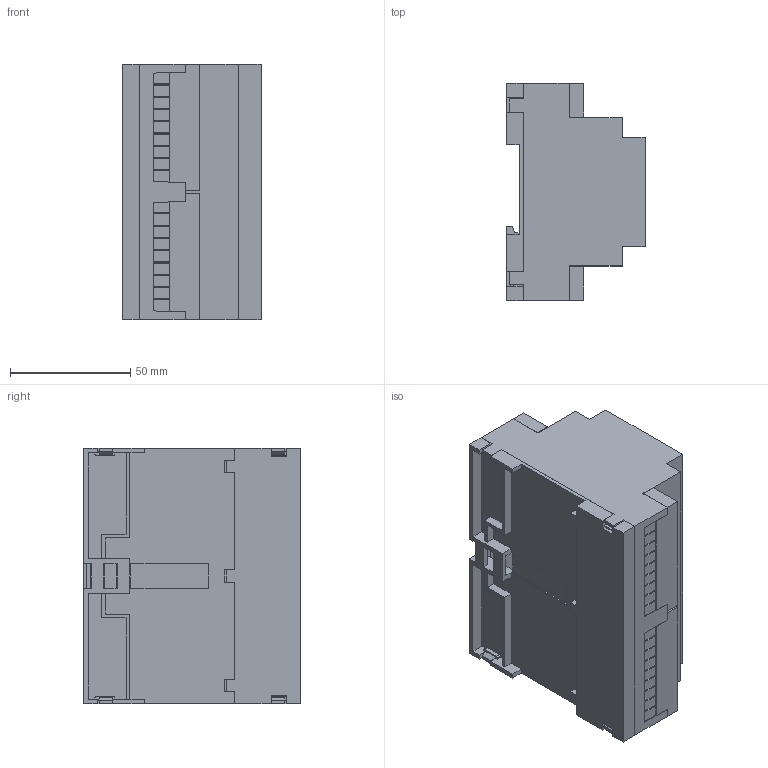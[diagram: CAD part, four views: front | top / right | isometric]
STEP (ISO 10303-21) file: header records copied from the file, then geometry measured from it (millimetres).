
FILE_DESCRIPTION (( 'STEP AP214' ), '1' );
FILE_NAME ('User Library-D6MG.STEP', '2017-02-03T21:35:16', ( 'Windows User' ), ( '' ), 'SwSTEP 2.0', 'SolidWorks 2017', '' );
FILE_SCHEMA (( 'AUTOMOTIVE_DESIGN' ));
Length unit declared in the file: millimetre
Products named in the file (5): User Library-D6MG_guard-D6MG___ _________; User Library-D6MG_base-D6MG___ _________; User Library-D6MG_cover-D6MG___ _________; User Library-D6MG_body-D6MG___ _________; User Library-D6MG
Assembly tree (7 placements, depth 2):
  User Library-D6MG
    User Library-D6MG_body-D6MG___ _________
    User Library-D6MG_cover-D6MG___ _________
    User Library-D6MG_base-D6MG___ _________
    User Library-D6MG_guard-D6MG___ _________  x4
Bounding box: 57.6 x 90.2 x 106.25 mm (x, y, z)
Volume: 74194.3 mm3; surface area: 95333.6 mm2
Topology: 7 solids, 7 shells, 805 faces, 2376 edges, 1570 vertices
Faces by surface type: plane 665, cylinder 128, cone 12
Entity records: 19409 total; most frequent: CARTESIAN_POINT 3429, ORIENTED_EDGE 3426, DIRECTION 3079, EDGE_CURVE 1713, VECTOR 1521, LINE 1521, VERTEX_POINT 1129, AXIS2_PLACEMENT_3D 779
